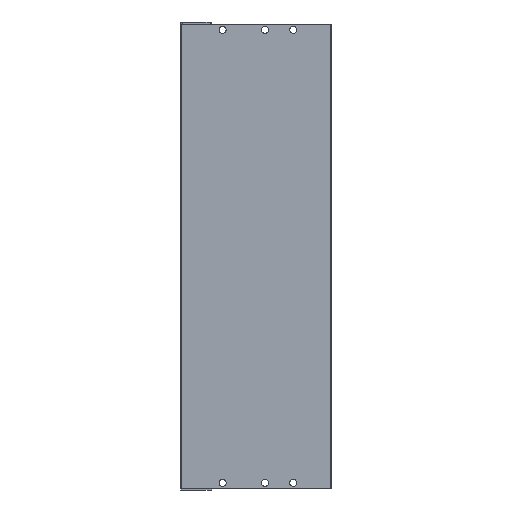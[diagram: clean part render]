
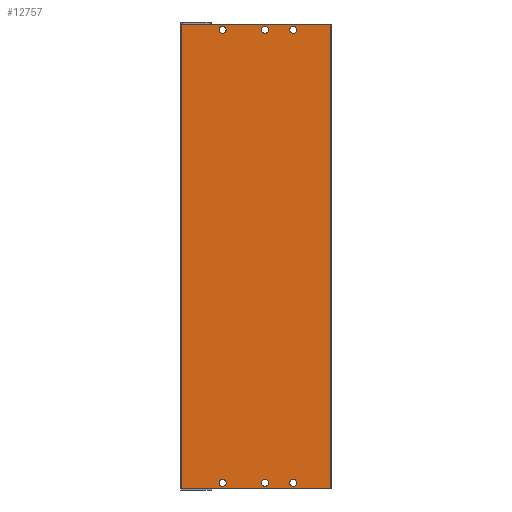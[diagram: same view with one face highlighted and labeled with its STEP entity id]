
A CAD part, front view. The second image highlights one B-rep face of the part: STEP entity #12757.
In plain terms, the highlighted planar face has unit normal (0, -1, 0).
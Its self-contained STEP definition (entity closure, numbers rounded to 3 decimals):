
#258 = AXIS2_PLACEMENT_3D ( 'NONE', #4947, #13562, #11499 ) ;
#300 = EDGE_CURVE ( 'NONE', #12722, #6143, #926, .T. ) ;
#578 = ORIENTED_EDGE ( 'NONE', *, *, #10391, .T. ) ;
#686 = EDGE_CURVE ( 'NONE', #729, #9857, #10185, .T. ) ;
#729 = VERTEX_POINT ( 'NONE', #8553 ) ;
#839 = EDGE_LOOP ( 'NONE', ( #12026, #3268 ) ) ;
#926 = LINE ( 'NONE', #9836, #11167 ) ;
#1109 = FACE_BOUND ( 'NONE', #3249, .T. ) ;
#1174 = CARTESIAN_POINT ( 'NONE',  ( 29.7, 0., -322. ) ) ;
#1180 = CARTESIAN_POINT ( 'NONE',  ( 79.7, 0., -1.5 ) ) ;
#1249 = VECTOR ( 'NONE', #5982, 1000. ) ;
#1377 = CIRCLE ( 'NONE', #5152, 2.5 ) ;
#1512 = CARTESIAN_POINT ( 'NONE',  ( 29.7, 0., -6.5 ) ) ;
#1602 = CARTESIAN_POINT ( 'NONE',  ( 79.7, 0., -6.5 ) ) ;
#2171 = EDGE_CURVE ( 'NONE', #5983, #10596, #14317, .T. ) ;
#2375 = EDGE_CURVE ( 'NONE', #12673, #10784, #6569, .T. ) ;
#2428 = CARTESIAN_POINT ( 'NONE',  ( 106.2, 0., -328.5 ) ) ;
#2436 = EDGE_LOOP ( 'NONE', ( #5904, #11507 ) ) ;
#2512 = LINE ( 'NONE', #9504, #1249 ) ;
#2679 = CIRCLE ( 'NONE', #2906, 2.5 ) ;
#2754 = DIRECTION ( 'NONE',  ( 0., 1., 0. ) ) ;
#2884 = CARTESIAN_POINT ( 'NONE',  ( 59.7, 0., -324.5 ) ) ;
#2906 = AXIS2_PLACEMENT_3D ( 'NONE', #6832, #10294, #9043 ) ;
#3009 = DIRECTION ( 'NONE',  ( 0., 0., -1. ) ) ;
#3090 = ORIENTED_EDGE ( 'NONE', *, *, #11455, .T. ) ;
#3100 = DIRECTION ( 'NONE',  ( 0., 0., -1. ) ) ;
#3210 = VERTEX_POINT ( 'NONE', #7457 ) ;
#3226 = DIRECTION ( 'NONE',  ( 0., 0., -1. ) ) ;
#3249 = EDGE_LOOP ( 'NONE', ( #3090, #10931 ) ) ;
#3268 = ORIENTED_EDGE ( 'NONE', *, *, #7870, .T. ) ;
#3326 = ORIENTED_EDGE ( 'NONE', *, *, #4163, .T. ) ;
#3356 = DIRECTION ( 'NONE',  ( 0., 1., 0. ) ) ;
#3465 = EDGE_CURVE ( 'NONE', #10147, #8161, #1377, .T. ) ;
#3579 = AXIS2_PLACEMENT_3D ( 'NONE', #2884, #5017, #10814 ) ;
#3608 = DIRECTION ( 'NONE',  ( 0., 1., 0. ) ) ;
#3793 = CIRCLE ( 'NONE', #11553, 2.5 ) ;
#3929 = DIRECTION ( 'NONE',  ( 0., 1., 0. ) ) ;
#4096 = ORIENTED_EDGE ( 'NONE', *, *, #6976, .T. ) ;
#4118 = DIRECTION ( 'NONE',  ( 0., 0., -1. ) ) ;
#4163 = EDGE_CURVE ( 'NONE', #8161, #10147, #13405, .T. ) ;
#4336 = CARTESIAN_POINT ( 'NONE',  ( 59.7, 0., -4. ) ) ;
#4576 = FACE_BOUND ( 'NONE', #2436, .T. ) ;
#4642 = DIRECTION ( 'NONE',  ( 0., -1., 0. ) ) ;
#4721 = CARTESIAN_POINT ( 'NONE',  ( 0.5, 0., -328.5 ) ) ;
#4763 = AXIS2_PLACEMENT_3D ( 'NONE', #4721, #4642, #10106 ) ;
#4895 = CARTESIAN_POINT ( 'NONE',  ( 0.5, 0., -328.5 ) ) ;
#4913 = EDGE_CURVE ( 'NONE', #7875, #11957, #3793, .T. ) ;
#4947 = CARTESIAN_POINT ( 'NONE',  ( 79.7, 0., -4. ) ) ;
#4959 = VERTEX_POINT ( 'NONE', #14035 ) ;
#5017 = DIRECTION ( 'NONE',  ( 0., 1., 0. ) ) ;
#5090 = CARTESIAN_POINT ( 'NONE',  ( 29.7, 0., -327. ) ) ;
#5152 = AXIS2_PLACEMENT_3D ( 'NONE', #6998, #3608, #8175 ) ;
#5617 = FACE_BOUND ( 'NONE', #839, .T. ) ;
#5665 = CARTESIAN_POINT ( 'NONE',  ( 59.7, 0., -1.5 ) ) ;
#5745 = CARTESIAN_POINT ( 'NONE',  ( 29.7, 0., -1.5 ) ) ;
#5843 = EDGE_LOOP ( 'NONE', ( #3326, #14258 ) ) ;
#5904 = ORIENTED_EDGE ( 'NONE', *, *, #2171, .T. ) ;
#5982 = DIRECTION ( 'NONE',  ( 1., 0., 0. ) ) ;
#5983 = VERTEX_POINT ( 'NONE', #1512 ) ;
#6082 = EDGE_LOOP ( 'NONE', ( #10735, #13774, #10263, #9814 ) ) ;
#6123 = EDGE_LOOP ( 'NONE', ( #4096, #12100 ) ) ;
#6143 = VERTEX_POINT ( 'NONE', #14178 ) ;
#6383 = CIRCLE ( 'NONE', #258, 2.5 ) ;
#6569 = CIRCLE ( 'NONE', #8451, 2.5 ) ;
#6767 = LINE ( 'NONE', #2428, #13632 ) ;
#6792 = FACE_BOUND ( 'NONE', #10241, .T. ) ;
#6832 = CARTESIAN_POINT ( 'NONE',  ( 59.7, 0., -324.5 ) ) ;
#6976 = EDGE_CURVE ( 'NONE', #3210, #13862, #12043, .T. ) ;
#6998 = CARTESIAN_POINT ( 'NONE',  ( 29.7, 0., -324.5 ) ) ;
#7169 = EDGE_CURVE ( 'NONE', #13862, #3210, #2679, .T. ) ;
#7326 = CARTESIAN_POINT ( 'NONE',  ( 59.7, 0., -4. ) ) ;
#7379 = AXIS2_PLACEMENT_3D ( 'NONE', #11557, #8398, #12878 ) ;
#7399 = CARTESIAN_POINT ( 'NONE',  ( 79.7, 0., -322. ) ) ;
#7457 = CARTESIAN_POINT ( 'NONE',  ( 59.7, 0., -327. ) ) ;
#7513 = AXIS2_PLACEMENT_3D ( 'NONE', #7880, #12297, #11260 ) ;
#7641 = CARTESIAN_POINT ( 'NONE',  ( 59.7, 0., -322. ) ) ;
#7857 = AXIS2_PLACEMENT_3D ( 'NONE', #10168, #11142, #13490 ) ;
#7870 = EDGE_CURVE ( 'NONE', #9857, #729, #14209, .T. ) ;
#7875 = VERTEX_POINT ( 'NONE', #10096 ) ;
#7880 = CARTESIAN_POINT ( 'NONE',  ( 29.7, 0., -4. ) ) ;
#8161 = VERTEX_POINT ( 'NONE', #5090 ) ;
#8175 = DIRECTION ( 'NONE',  ( 0., 0., -1. ) ) ;
#8398 = DIRECTION ( 'NONE',  ( 0., 1., 0. ) ) ;
#8451 = AXIS2_PLACEMENT_3D ( 'NONE', #12877, #8535, #3009 ) ;
#8455 = CIRCLE ( 'NONE', #14099, 2.5 ) ;
#8535 = DIRECTION ( 'NONE',  ( 0., 1., 0. ) ) ;
#8553 = CARTESIAN_POINT ( 'NONE',  ( 79.7, 0., -327. ) ) ;
#8782 = VECTOR ( 'NONE', #3226, 1000. ) ;
#8827 = LINE ( 'NONE', #12350, #8782 ) ;
#9002 = AXIS2_PLACEMENT_3D ( 'NONE', #10617, #2754, #4118 ) ;
#9043 = DIRECTION ( 'NONE',  ( 0., 0., -1. ) ) ;
#9504 = CARTESIAN_POINT ( 'NONE',  ( 0.5, 0., -328.5 ) ) ;
#9814 = ORIENTED_EDGE ( 'NONE', *, *, #13429, .T. ) ;
#9836 = CARTESIAN_POINT ( 'NONE',  ( 0.5, 0., 0. ) ) ;
#9857 = VERTEX_POINT ( 'NONE', #7399 ) ;
#9905 = DIRECTION ( 'NONE',  ( 0., 0., -1. ) ) ;
#9981 = ORIENTED_EDGE ( 'NONE', *, *, #4913, .T. ) ;
#10038 = FACE_BOUND ( 'NONE', #5843, .T. ) ;
#10096 = CARTESIAN_POINT ( 'NONE',  ( 59.7, 0., -6.5 ) ) ;
#10106 = DIRECTION ( 'NONE',  ( 0., 0., -1. ) ) ;
#10147 = VERTEX_POINT ( 'NONE', #1174 ) ;
#10168 = CARTESIAN_POINT ( 'NONE',  ( 79.7, 0., -324.5 ) ) ;
#10185 = CIRCLE ( 'NONE', #9002, 2.5 ) ;
#10241 = EDGE_LOOP ( 'NONE', ( #9981, #578 ) ) ;
#10258 = FACE_BOUND ( 'NONE', #6123, .T. ) ;
#10263 = ORIENTED_EDGE ( 'NONE', *, *, #300, .T. ) ;
#10294 = DIRECTION ( 'NONE',  ( 0., 1., 0. ) ) ;
#10391 = EDGE_CURVE ( 'NONE', #11957, #7875, #8455, .T. ) ;
#10459 = DIRECTION ( 'NONE',  ( 0., 0., 1. ) ) ;
#10580 = EDGE_CURVE ( 'NONE', #4959, #12722, #6767, .T. ) ;
#10596 = VERTEX_POINT ( 'NONE', #5745 ) ;
#10617 = CARTESIAN_POINT ( 'NONE',  ( 79.7, 0., -324.5 ) ) ;
#10735 = ORIENTED_EDGE ( 'NONE', *, *, #14516, .T. ) ;
#10784 = VERTEX_POINT ( 'NONE', #1602 ) ;
#10814 = DIRECTION ( 'NONE',  ( 0., 0., -1. ) ) ;
#10931 = ORIENTED_EDGE ( 'NONE', *, *, #2375, .T. ) ;
#10932 = DIRECTION ( 'NONE',  ( 0., 0., -1. ) ) ;
#11142 = DIRECTION ( 'NONE',  ( 0., 1., 0. ) ) ;
#11150 = FACE_OUTER_BOUND ( 'NONE', #6082, .T. ) ;
#11167 = VECTOR ( 'NONE', #13382, 1000. ) ;
#11260 = DIRECTION ( 'NONE',  ( 0., 0., -1. ) ) ;
#11375 = CIRCLE ( 'NONE', #7379, 2.5 ) ;
#11455 = EDGE_CURVE ( 'NONE', #10784, #12673, #6383, .T. ) ;
#11499 = DIRECTION ( 'NONE',  ( 0., 0., -1. ) ) ;
#11507 = ORIENTED_EDGE ( 'NONE', *, *, #13174, .T. ) ;
#11520 = AXIS2_PLACEMENT_3D ( 'NONE', #12125, #3356, #9905 ) ;
#11553 = AXIS2_PLACEMENT_3D ( 'NONE', #7326, #3929, #10932 ) ;
#11557 = CARTESIAN_POINT ( 'NONE',  ( 29.7, 0., -4. ) ) ;
#11957 = VERTEX_POINT ( 'NONE', #5665 ) ;
#12026 = ORIENTED_EDGE ( 'NONE', *, *, #686, .T. ) ;
#12043 = CIRCLE ( 'NONE', #3579, 2.5 ) ;
#12100 = ORIENTED_EDGE ( 'NONE', *, *, #7169, .T. ) ;
#12125 = CARTESIAN_POINT ( 'NONE',  ( 29.7, 0., -324.5 ) ) ;
#12297 = DIRECTION ( 'NONE',  ( 0., 1., 0. ) ) ;
#12350 = CARTESIAN_POINT ( 'NONE',  ( 0.5, 0., -328.5 ) ) ;
#12383 = CARTESIAN_POINT ( 'NONE',  ( 106.2, 0., 0. ) ) ;
#12673 = VERTEX_POINT ( 'NONE', #1180 ) ;
#12722 = VERTEX_POINT ( 'NONE', #12383 ) ;
#12757 = ADVANCED_FACE ( 'NONE', ( #11150, #4576, #6792, #1109, #10038, #10258, #5617 ), #13565, .T. ) ;
#12877 = CARTESIAN_POINT ( 'NONE',  ( 79.7, 0., -4. ) ) ;
#12878 = DIRECTION ( 'NONE',  ( 0., 0., -1. ) ) ;
#13174 = EDGE_CURVE ( 'NONE', #10596, #5983, #11375, .T. ) ;
#13382 = DIRECTION ( 'NONE',  ( -1., 0., 0. ) ) ;
#13398 = DIRECTION ( 'NONE',  ( 0., 1., 0. ) ) ;
#13405 = CIRCLE ( 'NONE', #11520, 2.5 ) ;
#13429 = EDGE_CURVE ( 'NONE', #6143, #14082, #8827, .T. ) ;
#13490 = DIRECTION ( 'NONE',  ( 0., 0., -1. ) ) ;
#13562 = DIRECTION ( 'NONE',  ( 0., 1., 0. ) ) ;
#13565 = PLANE ( 'NONE',  #4763 ) ;
#13632 = VECTOR ( 'NONE', #10459, 1000. ) ;
#13774 = ORIENTED_EDGE ( 'NONE', *, *, #10580, .T. ) ;
#13862 = VERTEX_POINT ( 'NONE', #7641 ) ;
#14035 = CARTESIAN_POINT ( 'NONE',  ( 106.2, 0., -328.5 ) ) ;
#14082 = VERTEX_POINT ( 'NONE', #4895 ) ;
#14099 = AXIS2_PLACEMENT_3D ( 'NONE', #4336, #13398, #3100 ) ;
#14178 = CARTESIAN_POINT ( 'NONE',  ( 0.5, 0., 0. ) ) ;
#14209 = CIRCLE ( 'NONE', #7857, 2.5 ) ;
#14258 = ORIENTED_EDGE ( 'NONE', *, *, #3465, .T. ) ;
#14317 = CIRCLE ( 'NONE', #7513, 2.5 ) ;
#14516 = EDGE_CURVE ( 'NONE', #14082, #4959, #2512, .T. ) ;
